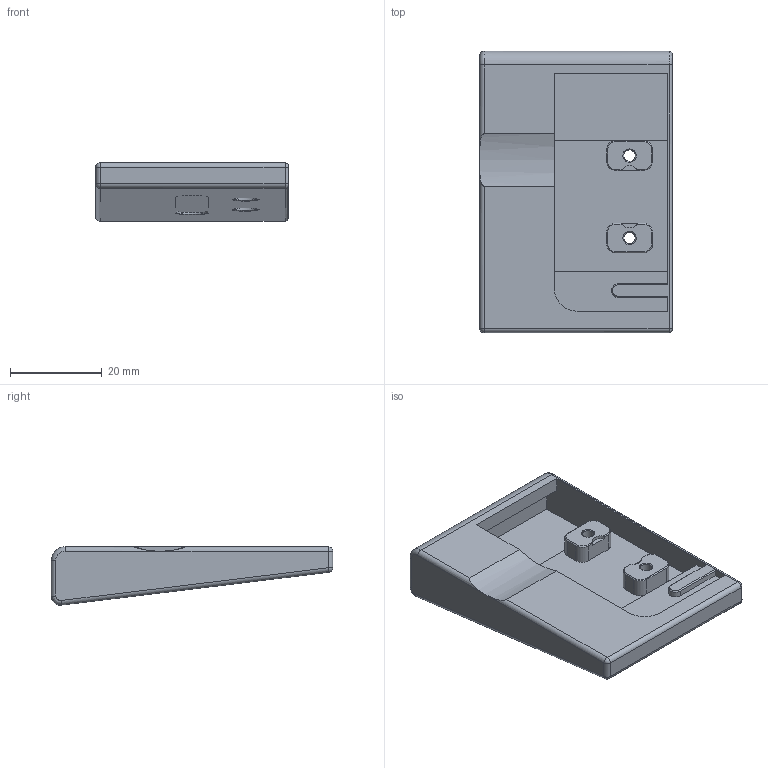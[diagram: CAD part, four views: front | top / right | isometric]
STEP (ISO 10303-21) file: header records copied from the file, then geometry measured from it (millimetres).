
FILE_DESCRIPTION(/* description */ (''),/* implementation_level */ '2;1');
FILE_NAME(/* name */ '底座.step',/* time_stamp */ '2022-09-13T20:10:31+08:00',/* author */ (''),/* organization */ (''),/* preprocessor_version */ 'ST-DEVELOPER v19',/* originating_system */ 'Autodesk Translation Framework v11.7.0.108',/* authorisation */ '');
FILE_SCHEMA (('AUTOMOTIVE_DESIGN { 1 0 10303 214 3 1 1 }'));
Length unit declared in the file: millimetre
Products named in the file (1): 底座
Bounding box: 42.1 x 61.5 x 12.74 mm (x, y, z)
Volume: 12054.8 mm3; surface area: 10047.7 mm2
Topology: 1 solids, 1 shells, 113 faces, 279 edges, 172 vertices
Faces by surface type: plane 55, cylinder 28, bspline 14, cone 13, sphere 2, torus 1
Full cylindrical faces by diameter (mm): 2.5 x2, 5.5 x2
Entity records: 3967 total; most frequent: CARTESIAN_POINT 1325, ORIENTED_EDGE 558, DIRECTION 510, EDGE_CURVE 279, LINE 172, VECTOR 172, VERTEX_POINT 172, AXIS2_PLACEMENT_3D 169
